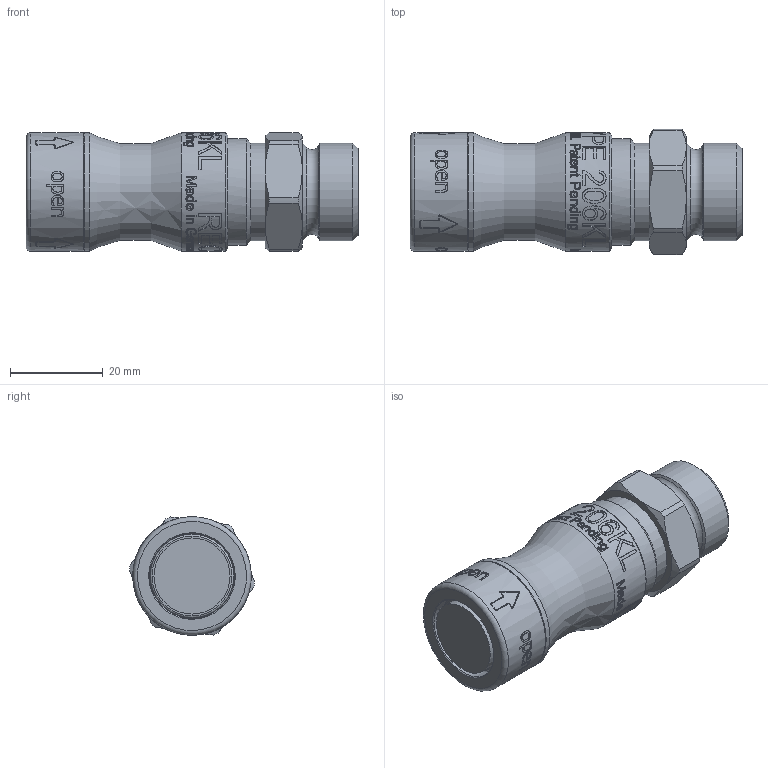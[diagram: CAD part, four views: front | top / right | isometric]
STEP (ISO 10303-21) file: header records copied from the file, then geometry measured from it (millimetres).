
FILE_DESCRIPTION((''),'2;1');
FILE_NAME('206klaw21evx.stp','2013-11-08T11:17:27',('IA176480'),(''),'Autodesk Inventor 2013','Autodesk Inventor 2013','');
FILE_SCHEMA(('AUTOMOTIVE_DESIGN { 1 0 10303 214 1 1 1 1 }'));
Length unit declared in the file: millimetre
Products named in the file (1): D108390
Bounding box: 71.5 x 26.94 x 25.5 mm (x, y, z)
Volume: 26196.2 mm3; surface area: 14172.4 mm2
Topology: 2 solids, 4 shells, 1173 faces, 3076 edges, 2036 vertices
Faces by surface type: bspline 557, plane 417, cylinder 145, cone 42, torus 12
Full cylindrical faces by diameter (mm): 16.393 x1, 16.4 x1, 16.65 x1, 18 x2, 18.1 x1, 18.15 x1, 18.25 x1, 19.7 x1, 20 x1, 20.05 x1, 20.9 x1, 20.955 x1, 21 x1, 21.3 x1, 23 x1, 23.1 x1, 23.4 x2, 23.55 x2, 24.1 x1, 25.5 x3
Entity records: 167227 total; most frequent: CARTESIAN_POINT 141790, ORIENTED_EDGE 5994, DIRECTION 3054, EDGE_CURVE 2997, VERTEX_POINT 2025, B_SPLINE_CURVE_WITH_KNOTS 1477, EDGE_LOOP 1372, FACE_OUTER_BOUND 1173
